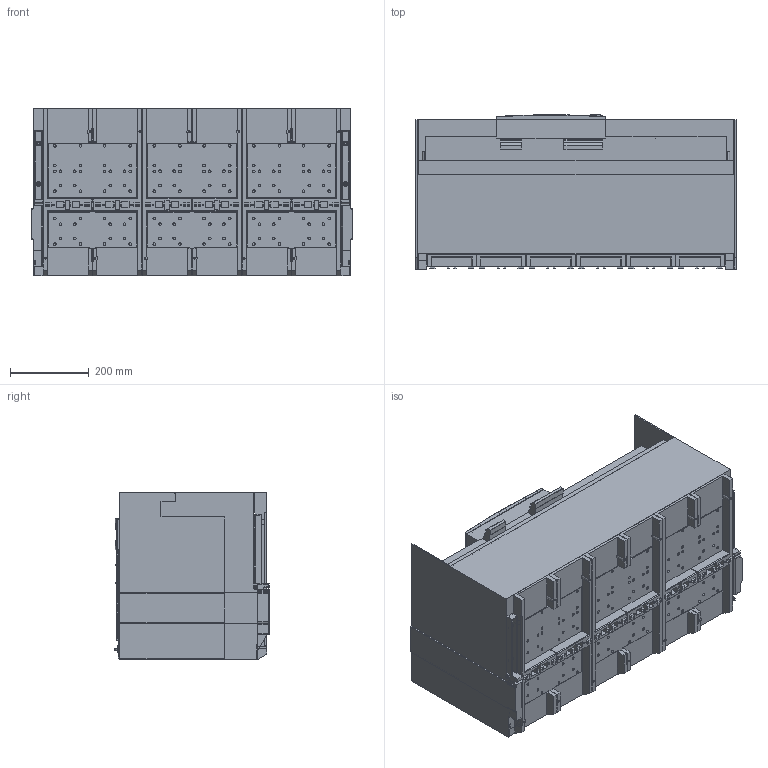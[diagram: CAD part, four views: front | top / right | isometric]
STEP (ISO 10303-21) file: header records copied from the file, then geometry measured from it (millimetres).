
FILE_DESCRIPTION(('CATIA V5 STEP Exchange'),'2;1');
FILE_NAME('1SDH001252R0237_1PA_001_01_E6.2_III_W_N0761.stp','2016-04-05T09:28:38+00:00',('none'),('none'),'CATIA Version 5 Release 20 SP 6 (IN-10)','CATIA V5 STEP AP214','none');
FILE_SCHEMA(('AUTOMOTIVE_DESIGN { 1 0 10303 214 1 1 1 1 }'));
Products named in the file (1): 1SDH001252R0237_1PA_001_01_E6.2_III_W_N0761
Bounding box: 811 x 390.88 x 425 mm (x, y, z)
Volume: 90367615.1 mm3; surface area: 4069442.4 mm2
Topology: 21 solids, 26 shells, 3106 faces, 8126 edges, 5199 vertices
Faces by surface type: plane 1755, cylinder 1043, cone 104, torus 77, sphere 60, bspline 46, extrusion 18, revolution 3
Entity records: 94934 total; most frequent: CARTESIAN_POINT 22978, ORIENTED_EDGE 15948, DIRECTION 11171, EDGE_CURVE 7974, VECTOR 5517, LINE 5499, VERTEX_POINT 5199, AXIS2_PLACEMENT_3D 3773
